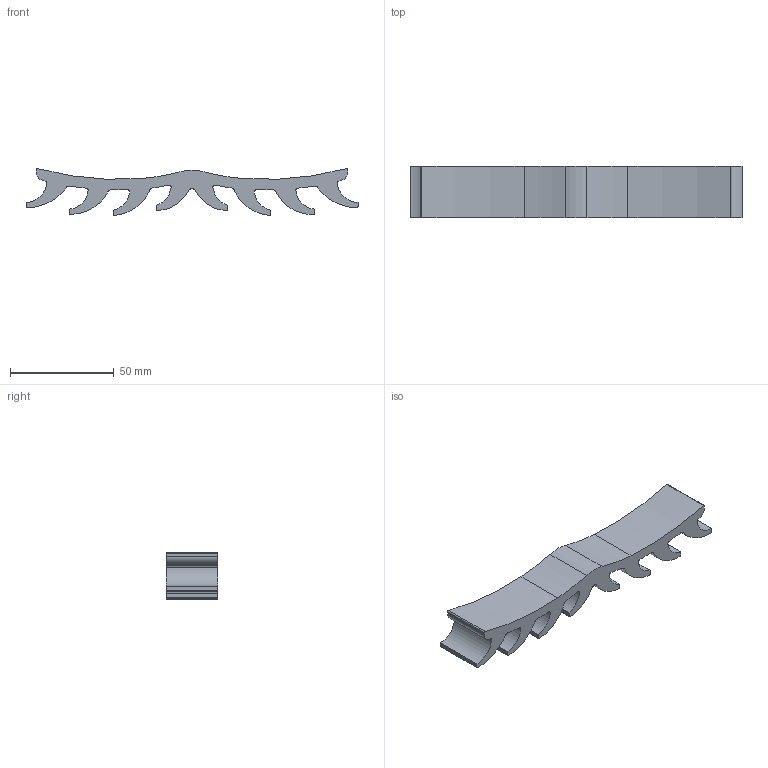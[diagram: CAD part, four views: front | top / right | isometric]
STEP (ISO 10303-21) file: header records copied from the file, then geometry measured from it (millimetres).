
FILE_DESCRIPTION(/* description */ (''),/* implementation_level */ '2;1');
FILE_NAME(/* name */ 'a6a65c8e-e919-493d-a109-e72afd464b55.stp',/* time_stamp */ '2018-07-29T00:37:16-04:00',/* author */ ('mabsoule'),/* organization */ (''),/* preprocessor_version */ 'ST-DEVELOPER v17',/* originating_system */ 'Autodesk Translation Framework v7.1.0.215',/* authorisation */ '');
FILE_SCHEMA (('AUTOMOTIVE_DESIGN { 1 0 10303 214 3 1 1 }'));
Length unit declared in the file: millimetre
Products named in the file (1): Running Bracket
Bounding box: 160 x 25 x 22.59 mm (x, y, z)
Volume: 39948 mm3; surface area: 16736.2 mm2
Topology: 1 solids, 1 shells, 68 faces, 198 edges, 132 vertices
Faces by surface type: cylinder 54, plane 14
Entity records: 2343 total; most frequent: DIRECTION 444, CARTESIAN_POINT 399, ORIENTED_EDGE 396, EDGE_CURVE 198, AXIS2_PLACEMENT_3D 177, VERTEX_POINT 132, CIRCLE 108, LINE 90
